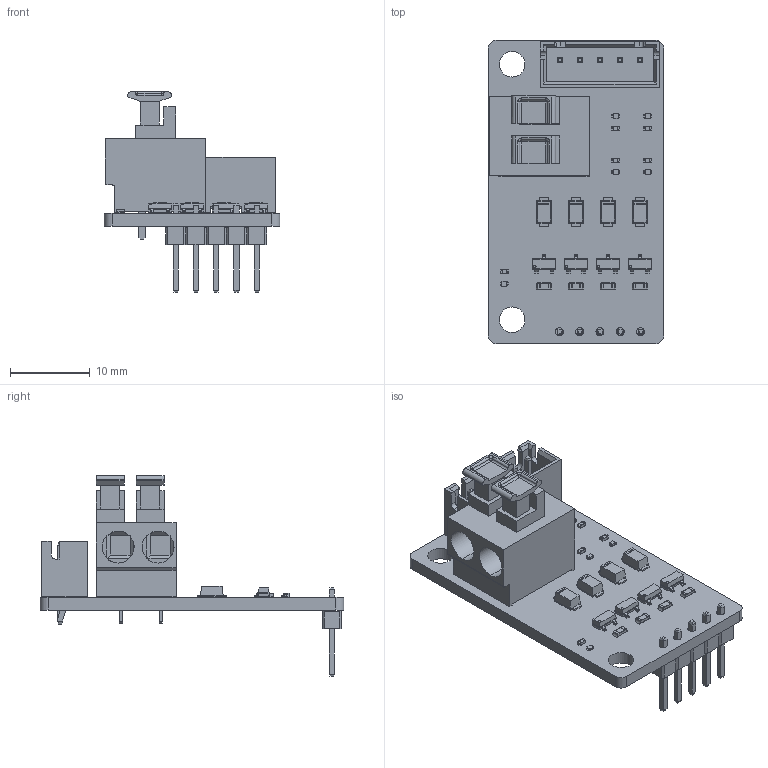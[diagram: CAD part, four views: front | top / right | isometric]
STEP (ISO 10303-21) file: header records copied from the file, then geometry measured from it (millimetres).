
FILE_DESCRIPTION(('KiCad electronic assembly'),'2;1');
FILE_NAME('Basic_stepper_driver_3D.step','2021-10-28T14:12:35',('Pcbnew' ),('Kicad'),'Open CASCADE STEP processor 7.5', 'KiCad to STEP converter','Unknown');
FILE_SCHEMA(('AUTOMOTIVE_DESIGN { 1 0 10303 214 1 1 1 1 }'));
Length unit declared in the file: millimetre
Products named in the file (18): Basic_stepper_driver_3D 1; 0402LED; COMPOUND; SOT23-3; 0402R; 0603R; SOLID; JST_XH_5A_CONNECTOR; KF232 2P; SMA_m4; 5x_Male_Pin_2.54_mm
Assembly tree (34 placements, depth 3):
  Basic_stepper_driver_3D 1
    0402LED  x5
      COMPOUND
    SOT23-3  x4
      COMPOUND
    0402R  x5
      COMPOUND
    0603R  x4
      SOLID
    JST_XH_5A_CONNECTOR
      COMPOUND
    KF232 2P
      SOLID
    SMA_m4  x4
      COMPOUND
    5x_Male_Pin_2.54_mm
      COMPOUND
    COMPOUND
Bounding box: 22 x 38 x 25.16 mm (x, y, z)
Volume: 2749 mm3; surface area: 4392.4 mm2
Topology: 108 solids, 108 shells, 1828 faces, 4511 edges, 2888 vertices
Faces by surface type: bspline 1802, cylinder 20, plane 6
Full cylindrical faces by diameter (mm): 1 x10, 1.2 x4, 3.2 x2
Entity records: 48485 total; most frequent: CARTESIAN_POINT 18311, B_SPLINE_CURVE_WITH_KNOTS 5471, ORIENTED_EDGE 4078, PCURVE 4078, DEFINITIONAL_REPRESENTATION 4078, EDGE_CURVE 2039, SURFACE_CURVE 2023, VERTEX_POINT 1300
